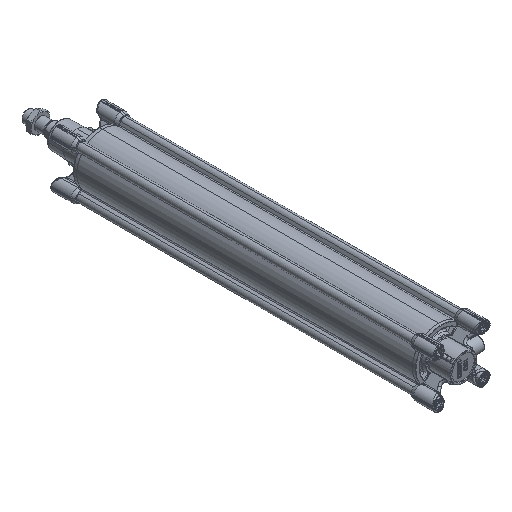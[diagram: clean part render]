
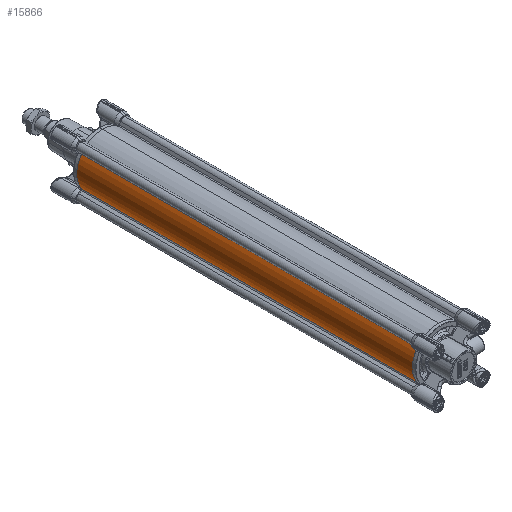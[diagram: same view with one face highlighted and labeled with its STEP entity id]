
A CAD part, isometric view. The second image highlights one B-rep face of the part: STEP entity #15866.
In plain terms, the highlighted cylindrical face has radius 42.5 mm (diameter 85 mm), a partial arc.
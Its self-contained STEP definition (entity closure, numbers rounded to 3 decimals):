
#876 = DIRECTION ( 'NONE',  ( 0., 1., 0. ) ) ;
#1011 = AXIS2_PLACEMENT_3D ( 'NONE', #80379, #34725, #88229 ) ;
#8456 = CYLINDRICAL_SURFACE ( 'NONE', #107277, 42.5 ) ;
#9860 = DIRECTION ( 'NONE',  ( 0., -1., 0. ) ) ;
#15136 = CARTESIAN_POINT ( 'NONE',  ( 0., 538., 0. ) ) ;
#15866 = ADVANCED_FACE ( 'NONE', ( #44544 ), #8456, .T. ) ;
#21917 = AXIS2_PLACEMENT_3D ( 'NONE', #63934, #9860, #110203 ) ;
#28762 = EDGE_CURVE ( 'NONE', #109008, #96357, #52974, .T. ) ;
#29877 = ORIENTED_EDGE ( 'NONE', *, *, #70578, .T. ) ;
#33618 = CIRCLE ( 'NONE', #1011, 42.5 ) ;
#33753 = DIRECTION ( 'NONE',  ( 0., 1., 0. ) ) ;
#34725 = DIRECTION ( 'NONE',  ( 0., -1., 0. ) ) ;
#37298 = VECTOR ( 'NONE', #33753, 1000. ) ;
#40952 = EDGE_CURVE ( 'NONE', #101869, #109008, #33618, .T. ) ;
#41196 = ORIENTED_EDGE ( 'NONE', *, *, #81751, .T. ) ;
#43683 = CARTESIAN_POINT ( 'NONE',  ( -34.081, 590., -25.391 ) ) ;
#44544 = FACE_OUTER_BOUND ( 'NONE', #61955, .T. ) ;
#51542 = CARTESIAN_POINT ( 'NONE',  ( -34.081, 38., -25.391 ) ) ;
#52974 = LINE ( 'NONE', #105882, #37298 ) ;
#57112 = ORIENTED_EDGE ( 'NONE', *, *, #40952, .F. ) ;
#57640 = CARTESIAN_POINT ( 'NONE',  ( -34.081, 590., 25.391 ) ) ;
#58580 = CARTESIAN_POINT ( 'NONE',  ( -34.081, 38., 25.391 ) ) ;
#61955 = EDGE_LOOP ( 'NONE', ( #29877, #103006, #57112, #41196 ) ) ;
#63934 = CARTESIAN_POINT ( 'NONE',  ( 0., 590., 0. ) ) ;
#64096 = CIRCLE ( 'NONE', #21917, 42.5 ) ;
#70578 = EDGE_CURVE ( 'NONE', #99336, #96357, #64096, .T. ) ;
#72758 = DIRECTION ( 'NONE',  ( 0., 1., 0. ) ) ;
#80379 = CARTESIAN_POINT ( 'NONE',  ( 0., 38., 0. ) ) ;
#80598 = DIRECTION ( 'NONE',  ( 0., 0., 1. ) ) ;
#81751 = EDGE_CURVE ( 'NONE', #101869, #99336, #117508, .T. ) ;
#88229 = DIRECTION ( 'NONE',  ( 0., 0., -1. ) ) ;
#92238 = CARTESIAN_POINT ( 'NONE',  ( -34.081, 538., 25.391 ) ) ;
#95966 = VECTOR ( 'NONE', #876, 1000. ) ;
#96357 = VERTEX_POINT ( 'NONE', #43683 ) ;
#99336 = VERTEX_POINT ( 'NONE', #57640 ) ;
#101869 = VERTEX_POINT ( 'NONE', #58580 ) ;
#103006 = ORIENTED_EDGE ( 'NONE', *, *, #28762, .F. ) ;
#105882 = CARTESIAN_POINT ( 'NONE',  ( -34.081, 538., -25.391 ) ) ;
#107277 = AXIS2_PLACEMENT_3D ( 'NONE', #15136, #72758, #80598 ) ;
#109008 = VERTEX_POINT ( 'NONE', #51542 ) ;
#110203 = DIRECTION ( 'NONE',  ( 0., 0., -1. ) ) ;
#117508 = LINE ( 'NONE', #92238, #95966 ) ;
